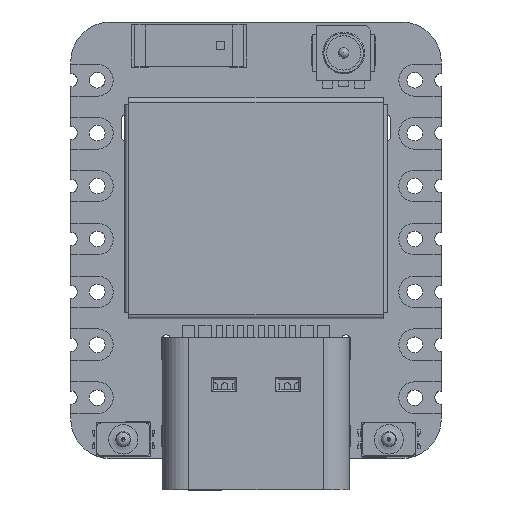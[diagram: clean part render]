
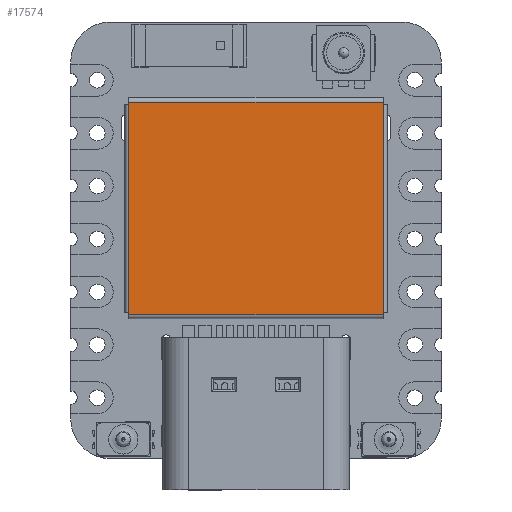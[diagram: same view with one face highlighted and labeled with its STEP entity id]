
A CAD part, top view. The second image highlights one B-rep face of the part: STEP entity #17574.
In plain terms, the highlighted face is planar.
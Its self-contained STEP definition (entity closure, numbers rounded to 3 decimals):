
#1529=FACE_OUTER_BOUND('',#2500,.T.);
#2500=EDGE_LOOP('',(#13456,#13457,#13458,#13459,#13460,#13461,#13462,#13463));
#3915=LINE('',#27459,#5903);
#3969=LINE('',#27593,#5957);
#3970=LINE('',#27598,#5958);
#3976=LINE('',#27612,#5964);
#3982=LINE('',#27626,#5970);
#3987=LINE('',#27634,#5975);
#3991=LINE('',#27641,#5979);
#3996=LINE('',#27650,#5984);
#5903=VECTOR('',#22191,10.);
#5957=VECTOR('',#22309,10.);
#5958=VECTOR('',#22314,10.);
#5964=VECTOR('',#22330,10.);
#5970=VECTOR('',#22342,10.);
#5975=VECTOR('',#22351,10.);
#5979=VECTOR('',#22359,10.);
#5984=VECTOR('',#22372,10.);
#7734=VERTEX_POINT('',#27456);
#7735=VERTEX_POINT('',#27458);
#7757=VERTEX_POINT('',#27519);
#7774=VERTEX_POINT('',#27565);
#7782=VERTEX_POINT('',#27587);
#7784=VERTEX_POINT('',#27595);
#7785=VERTEX_POINT('',#27597);
#7793=VERTEX_POINT('',#27624);
#9726=EDGE_CURVE('',#7734,#7735,#3915,.T.);
#9792=EDGE_CURVE('',#7782,#7757,#3969,.T.);
#9794=EDGE_CURVE('',#7784,#7785,#3970,.T.);
#9802=EDGE_CURVE('',#7774,#7734,#3976,.T.);
#9809=EDGE_CURVE('',#7757,#7793,#3982,.T.);
#9814=EDGE_CURVE('',#7785,#7774,#3987,.T.);
#9818=EDGE_CURVE('',#7784,#7782,#3991,.T.);
#9823=EDGE_CURVE('',#7735,#7793,#3996,.T.);
#13456=ORIENTED_EDGE('',*,*,#9823,.F.);
#13457=ORIENTED_EDGE('',*,*,#9726,.F.);
#13458=ORIENTED_EDGE('',*,*,#9802,.F.);
#13459=ORIENTED_EDGE('',*,*,#9814,.F.);
#13460=ORIENTED_EDGE('',*,*,#9794,.F.);
#13461=ORIENTED_EDGE('',*,*,#9818,.T.);
#13462=ORIENTED_EDGE('',*,*,#9792,.T.);
#13463=ORIENTED_EDGE('',*,*,#9809,.T.);
#16394=PLANE('',#19172);
#17574=ADVANCED_FACE('',(#1529),#16394,.T.);
#19172=AXIS2_PLACEMENT_3D('',#27651,#22373,#22374);
#22191=DIRECTION('',(1.,0.,0.));
#22309=DIRECTION('',(1.,0.,0.));
#22314=DIRECTION('',(0.,0.,-1.));
#22330=DIRECTION('',(1.,0.,0.));
#22342=DIRECTION('',(1.,0.,0.));
#22351=DIRECTION('',(1.,0.,0.));
#22359=DIRECTION('',(1.,0.,0.));
#22372=DIRECTION('',(0.,0.,1.));
#22373=DIRECTION('center_axis',(0.,1.,0.));
#22374=DIRECTION('ref_axis',(0.,0.,1.));
#27456=CARTESIAN_POINT('',(5.272,3.,-12.211));
#27458=CARTESIAN_POINT('',(5.372,3.,-12.211));
#27459=CARTESIAN_POINT('',(-1.462,3.,-12.211));
#27519=CARTESIAN_POINT('',(5.272,3.,-0.011));
#27565=CARTESIAN_POINT('',(-4.728,3.,-12.211));
#27587=CARTESIAN_POINT('',(-4.728,3.,-0.011));
#27593=CARTESIAN_POINT('',(-1.362,3.,-0.011));
#27595=CARTESIAN_POINT('',(-4.828,3.,-0.011));
#27597=CARTESIAN_POINT('',(-4.828,3.,-12.211));
#27598=CARTESIAN_POINT('',(-4.828,3.,-9.223));
#27612=CARTESIAN_POINT('',(-1.462,3.,-12.211));
#27624=CARTESIAN_POINT('',(5.372,3.,-0.011));
#27626=CARTESIAN_POINT('',(-1.362,3.,-0.011));
#27634=CARTESIAN_POINT('',(-1.462,3.,-12.211));
#27641=CARTESIAN_POINT('',(-1.362,3.,-0.011));
#27650=CARTESIAN_POINT('',(5.372,3.,-3.));
#27651=CARTESIAN_POINT('Origin',(1.804,3.,-6.111));
